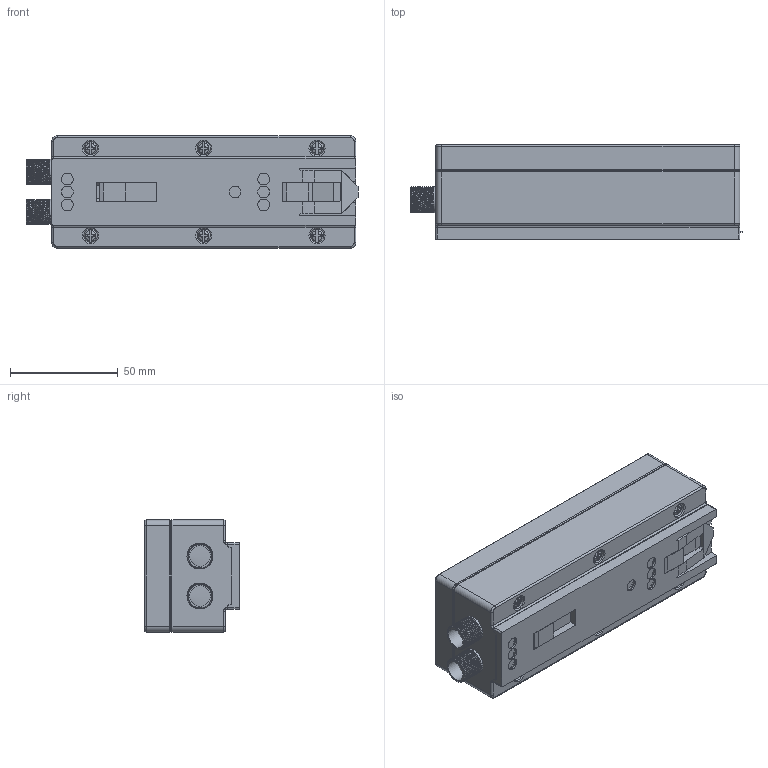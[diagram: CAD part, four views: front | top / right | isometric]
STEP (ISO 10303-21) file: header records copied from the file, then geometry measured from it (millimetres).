
FILE_DESCRIPTION(/* description */ (''),/* implementation_level */ '2;1');
FILE_NAME(/* name */ 'PXM3.stp',/* time_stamp */ '2021-06-01T07:46:08+02:00',/* author */ ('thagel'),/* organization */ (''),/* preprocessor_version */ 'ST-DEVELOPER v17.2',/* originating_system */ 'Autodesk Inventor 2019',/* authorisation */ '');
FILE_SCHEMA (('AUTOMOTIVE_DESIGN { 1 0 10303 214 3 1 1 }'));
Length unit declared in the file: millimetre
Products named in the file (1): PXM3
Bounding box: 153.9 x 43.95 x 52 mm (x, y, z)
Volume: 157788.5 mm3; surface area: 76475.8 mm2
Topology: 1 solids, 13 shells, 960 faces, 2690 edges, 1764 vertices
Faces by surface type: plane 509, cylinder 300, cone 78, torus 51, sphere 12, bspline 10
Full cylindrical faces by diameter (mm): 1.79 x8, 3.5 x6, 5.3 x2, 5.5 x7, 6 x6, 6.5 x6, 9.5 x2, 10.4 x1, 12 x24
Entity records: 41405 total; most frequent: CARTESIAN_POINT 16098, ORIENTED_EDGE 5380, DIRECTION 5337, EDGE_CURVE 2690, AXIS2_PLACEMENT_3D 1893, VERTEX_POINT 1764, LINE 1551, VECTOR 1551
